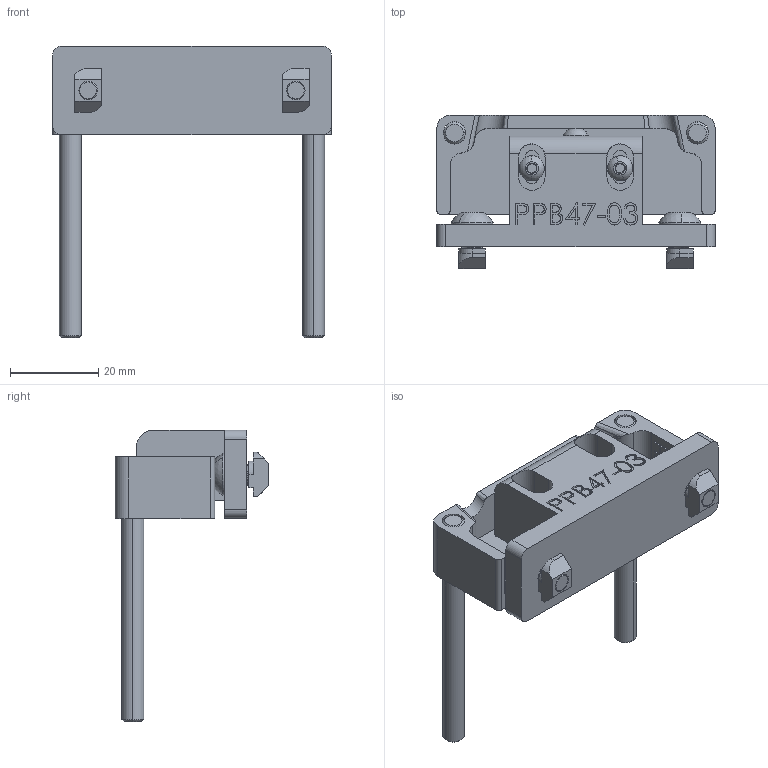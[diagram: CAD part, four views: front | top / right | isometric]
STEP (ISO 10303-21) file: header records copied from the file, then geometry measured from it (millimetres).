
FILE_DESCRIPTION (( 'STEP AP203' ), '1' );
FILE_NAME ('47mm_parking_post.STEP', '2020-02-16T01:04:52', ( '' ), ( '' ), 'SwSTEP 2.0', 'SolidWorks 2019', '' );
FILE_SCHEMA (( 'CONFIG_CONTROL_DESIGN' ));
Length unit declared in the file: millimetre
Products named in the file (12): 47mm_parking_post; tool_holder_subassembly; parking_post_Parking Post Base; parking_post_base_with_insert; m5_locking_t_nut_20x20_generic; m5_10mm_buttonhead_screw_92095A208_92095A208; parking_post_Tool Holder; dowel_pin_5mm_d_60m_l; m3_8mm_buttonhead_screw_92095A181_92095A181; parking_post_base_subassembly; tool_holder_wiht_inserts; m3_heat_set_insert_94180A331_94180A331
Assembly tree (18 placements, depth 4):
  47mm_parking_post
    parking_post_base_subassembly
      parking_post_base_with_insert
        parking_post_Parking Post Base
        m3_heat_set_insert_94180A331_94180A331
      m5_10mm_buttonhead_screw_92095A208_92095A208  x2
      m5_locking_t_nut_20x20_generic  x2
      m3_8mm_buttonhead_screw_92095A181_92095A181
    tool_holder_subassembly
      dowel_pin_5mm_d_60m_l  x2
      tool_holder_wiht_inserts
        m3_heat_set_insert_94180A331_94180A331  x2
        parking_post_Tool Holder
    m3_8mm_buttonhead_screw_92095A181_92095A181  x2
Bounding box: 63 x 34.73 x 66 mm (x, y, z)
Volume: 25930.8 mm3; surface area: 16409.3 mm2
Topology: 14 solids, 14 shells, 1385 faces, 3830 edges, 2518 vertices
Faces by surface type: bspline 529, cylinder 501, plane 248, cone 97, sphere 10
Entity records: 33787 total; most frequent: CARTESIAN_POINT 17971, ORIENTED_EDGE 3658, DIRECTION 2265, EDGE_CURVE 1829, VERTEX_POINT 1203, AXIS2_PLACEMENT_3D 799, EDGE_LOOP 724, ADVANCED_FACE 671
